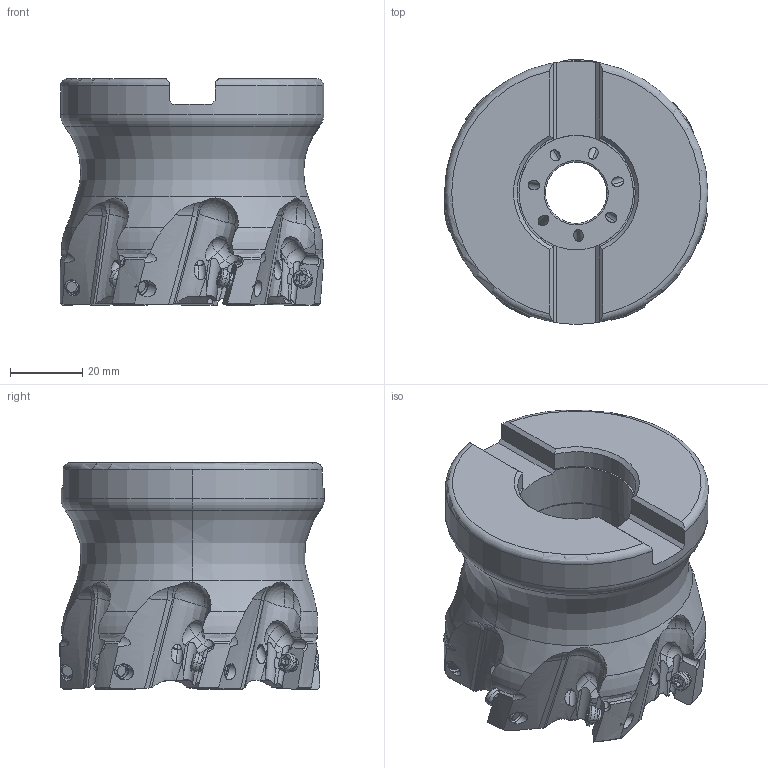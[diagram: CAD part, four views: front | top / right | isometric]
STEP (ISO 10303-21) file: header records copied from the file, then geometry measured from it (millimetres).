
FILE_DESCRIPTION(/* description */ (''),/* implementation_level */ '2;1');
FILE_NAME(/* name */ 'APX4000UR0307DA.stp',/* time_stamp */ '2021-09-08T11:43:25+09:00',/* author */ (''),/* organization */ (''),/* preprocessor_version */ 'ST-DEVELOPER v16',/* originating_system */ 'SIEMENS PLM Software NX 10.0',/* authorisation */ '');
FILE_SCHEMA (('AUTOMOTIVE_DESIGN { 1 0 10303 214 3 1 1 1 }'));
Length unit declared in the file: millimetre
Products named in the file (1): APX4000UR0307DA_ASM
Bounding box: 73.11 x 73.39 x 62.85 mm (x, y, z)
Volume: 164122.7 mm3; surface area: 31007.9 mm2
Topology: 8 solids, 8 shells, 631 faces, 1916 edges, 1296 vertices
Faces by surface type: cylinder 271, plane 140, cone 94, torus 49, sphere 49, bspline 28
Entity records: 34021 total; most frequent: CARTESIAN_POINT 17167, ORIENTED_EDGE 3776, DIRECTION 3291, EDGE_CURVE 1888, AXIS2_PLACEMENT_3D 1456, VERTEX_POINT 1286, CIRCLE 726, B_SPLINE_CURVE_WITH_KNOTS 692
